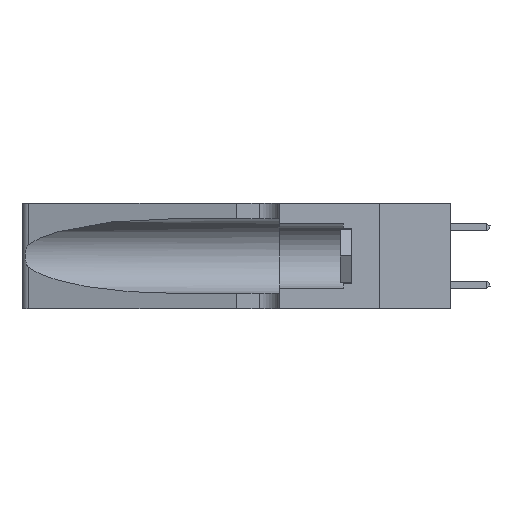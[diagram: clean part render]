
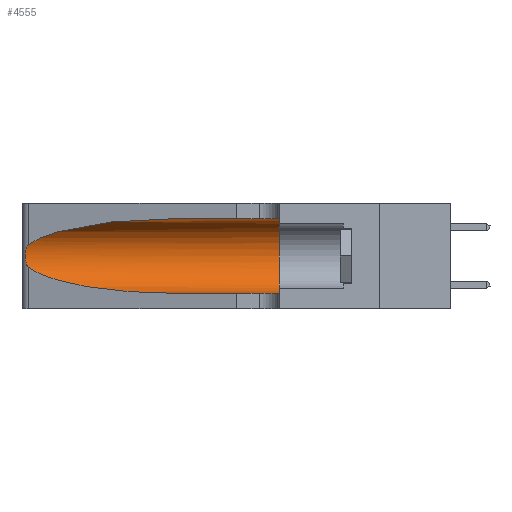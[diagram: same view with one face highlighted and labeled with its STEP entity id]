
A CAD part, left-side view. The second image highlights one B-rep face of the part: STEP entity #4555.
In plain terms, the highlighted cylindrical face has radius 3.308 mm (diameter 6.617 mm), a partial arc.
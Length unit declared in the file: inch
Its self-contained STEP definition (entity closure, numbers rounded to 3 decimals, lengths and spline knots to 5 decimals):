
#143 = ORIENTED_EDGE ( 'NONE', *, *, #11061, .T. ) ;
#161 = ORIENTED_EDGE ( 'NONE', *, *, #3865, .F. ) ;
#564 = ORIENTED_EDGE ( 'NONE', *, *, #36717, .F. ) ;
#650 = CARTESIAN_POINT ( 'NONE',  ( 0.2373, 1.15595, 0.08982 ) ) ;
#659 = CARTESIAN_POINT ( 'NONE',  ( 0.1305, 1.61858, 0.05475 ) ) ;
#1250 = EDGE_CURVE ( 'NONE', #29026, #20848, #14706, .T. ) ;
#1811 = VECTOR ( 'NONE', #22180, 39.37008 ) ;
#1826 = LINE ( 'NONE', #659, #6920 ) ;
#2720 = CIRCLE ( 'NONE', #38808, 0.13025 ) ;
#2952 = CARTESIAN_POINT ( 'NONE',  ( 0.25487, 1.22718, 0.14631 ) ) ;
#3055 = VERTEX_POINT ( 'NONE', #13906 ) ;
#3865 = EDGE_CURVE ( 'NONE', #3055, #40102, #2720, .T. ) ;
#4026 = DIRECTION ( 'NONE',  ( 0., 1., 0. ) ) ;
#4538 = CARTESIAN_POINT ( 'NONE',  ( 0.25787, 1.23484, 0.2124 ) ) ;
#4555 = ADVANCED_FACE ( 'NONE', ( #11852 ), #34456, .F. ) ;
#4703 = CARTESIAN_POINT ( 'NONE',  ( 0.26018, 1.23835, 0.19895 ) ) ;
#6920 = VECTOR ( 'NONE', #30306, 39.37008 ) ;
#7064 = B_SPLINE_CURVE_WITH_KNOTS ( 'NONE', 3,
 ( #10369, #20624, #21075, #4538, #8096, #4703, #15540, #11962, #31291, #38285, #31711, #35425, #42131, #2952 ),
 .UNSPECIFIED., .F., .F.,
 ( 4, 2, 2, 2, 2, 2, 4 ),
 ( 0., 0.00027, 0.00053, 0.00107, 0.0016, 0.00187, 0.00214 ),
 .UNSPECIFIED. ) ;
#7386 = LINE ( 'NONE', #37664, #1811 ) ;
#8096 = CARTESIAN_POINT ( 'NONE',  ( 0.25854, 1.2359, 0.20912 ) ) ;
#8360 = CARTESIAN_POINT ( 'NONE',  ( 0.1305, 0.35, 0.185 ) ) ;
#9313 = ORIENTED_EDGE ( 'NONE', *, *, #36300, .T. ) ;
#9976 = CARTESIAN_POINT ( 'NONE',  ( 0.1305, 1.61858, 0.185 ) ) ;
#10359 = CARTESIAN_POINT ( 'NONE',  ( 0.25487, 1.22718, 0.22369 ) ) ;
#10369 = CARTESIAN_POINT ( 'NONE',  ( 0.25487, 1.22718, 0.22369 ) ) ;
#11061 = EDGE_CURVE ( 'NONE', #20848, #41999, #7064, .T. ) ;
#11852 = FACE_OUTER_BOUND ( 'NONE', #30806, .T. ) ;
#11962 = CARTESIAN_POINT ( 'NONE',  ( 0.26075, 1.23896, 0.178 ) ) ;
#13668 = CARTESIAN_POINT ( 'NONE',  ( 0.25487, 1.22718, 0.14631 ) ) ;
#13906 = CARTESIAN_POINT ( 'NONE',  ( 0.1305, 0.35, 0.31525 ) ) ;
#14062 = CARTESIAN_POINT ( 'NONE',  ( 0.1305, 0.72297, 0.31525 ) ) ;
#14706 =( BOUNDED_CURVE ( )  B_SPLINE_CURVE ( 3, ( #14062, #26797, #17027, #10359 ),
 .UNSPECIFIED., .F., .F. ) 
 B_SPLINE_CURVE_WITH_KNOTS ( ( 4, 4 ),
 ( 1.5708, 2.84003 ),
 .UNSPECIFIED. ) 
 CURVE ( )  GEOMETRIC_REPRESENTATION_ITEM ( )  RATIONAL_B_SPLINE_CURVE ( ( 1., 0.87, 0.87, 1. ) ) 
 REPRESENTATION_ITEM ( '' )  );
#14924 = DIRECTION ( 'NONE',  ( 0., 0., 1. ) ) ;
#15540 = CARTESIAN_POINT ( 'NONE',  ( 0.26075, 1.23896, 0.19203 ) ) ;
#16847 = VERTEX_POINT ( 'NONE', #40115 ) ;
#17027 = CARTESIAN_POINT ( 'NONE',  ( 0.2373, 1.15595, 0.28018 ) ) ;
#17072 = CARTESIAN_POINT ( 'NONE',  ( 0.18966, 0.96281, 0.05475 ) ) ;
#20624 = CARTESIAN_POINT ( 'NONE',  ( 0.25555, 1.22994, 0.2215 ) ) ;
#20848 = VERTEX_POINT ( 'NONE', #27926 ) ;
#21075 = CARTESIAN_POINT ( 'NONE',  ( 0.25639, 1.23184, 0.21858 ) ) ;
#22180 = DIRECTION ( 'NONE',  ( 0., -1., 0. ) ) ;
#22891 = AXIS2_PLACEMENT_3D ( 'NONE', #9976, #23340, #32127 ) ;
#23340 = DIRECTION ( 'NONE',  ( 0., -1., 0. ) ) ;
#23527 = CARTESIAN_POINT ( 'NONE',  ( 0.1305, 0.72297, 0.05475 ) ) ;
#26797 = CARTESIAN_POINT ( 'NONE',  ( 0.18966, 0.96281, 0.31525 ) ) ;
#27308 = CARTESIAN_POINT ( 'NONE',  ( 0.1305, 0.35, 0.05475 ) ) ;
#27926 = CARTESIAN_POINT ( 'NONE',  ( 0.25487, 1.22718, 0.22369 ) ) ;
#29026 = VERTEX_POINT ( 'NONE', #32627 ) ;
#30306 = DIRECTION ( 'NONE',  ( 0., -1., 0. ) ) ;
#30786 = ORIENTED_EDGE ( 'NONE', *, *, #42031, .T. ) ;
#30806 = EDGE_LOOP ( 'NONE', ( #35647, #143, #30786, #9313, #161, #564 ) ) ;
#31291 = CARTESIAN_POINT ( 'NONE',  ( 0.26017, 1.23833, 0.17102 ) ) ;
#31711 = CARTESIAN_POINT ( 'NONE',  ( 0.25789, 1.23486, 0.15765 ) ) ;
#32127 = DIRECTION ( 'NONE',  ( 0., 0., -1. ) ) ;
#32627 = CARTESIAN_POINT ( 'NONE',  ( 0.1305, 0.72297, 0.31525 ) ) ;
#34456 = CYLINDRICAL_SURFACE ( 'NONE', #22891, 0.13025 ) ;
#35425 = CARTESIAN_POINT ( 'NONE',  ( 0.25639, 1.23186, 0.15144 ) ) ;
#35647 = ORIENTED_EDGE ( 'NONE', *, *, #1250, .T. ) ;
#36300 = EDGE_CURVE ( 'NONE', #16847, #40102, #1826, .T. ) ;
#36717 = EDGE_CURVE ( 'NONE', #29026, #3055, #7386, .T. ) ;
#36880 = CARTESIAN_POINT ( 'NONE',  ( 0.25487, 1.22718, 0.14631 ) ) ;
#37664 = CARTESIAN_POINT ( 'NONE',  ( 0.1305, 1.61858, 0.31525 ) ) ;
#38285 = CARTESIAN_POINT ( 'NONE',  ( 0.25856, 1.23593, 0.16098 ) ) ;
#38808 = AXIS2_PLACEMENT_3D ( 'NONE', #8360, #4026, #14924 ) ;
#39370 =( BOUNDED_CURVE ( )  B_SPLINE_CURVE ( 3, ( #36880, #650, #17072, #23527 ),
 .UNSPECIFIED., .F., .T. ) 
 B_SPLINE_CURVE_WITH_KNOTS ( ( 4, 4 ),
 ( 3.44316, 4.71239 ),
 .UNSPECIFIED. ) 
 CURVE ( )  GEOMETRIC_REPRESENTATION_ITEM ( )  RATIONAL_B_SPLINE_CURVE ( ( 1., 0.87, 0.87, 1. ) ) 
 REPRESENTATION_ITEM ( '' )  );
#40102 = VERTEX_POINT ( 'NONE', #27308 ) ;
#40115 = CARTESIAN_POINT ( 'NONE',  ( 0.1305, 0.72297, 0.05475 ) ) ;
#41999 = VERTEX_POINT ( 'NONE', #13668 ) ;
#42031 = EDGE_CURVE ( 'NONE', #41999, #16847, #39370, .T. ) ;
#42131 = CARTESIAN_POINT ( 'NONE',  ( 0.25555, 1.22993, 0.14849 ) ) ;
